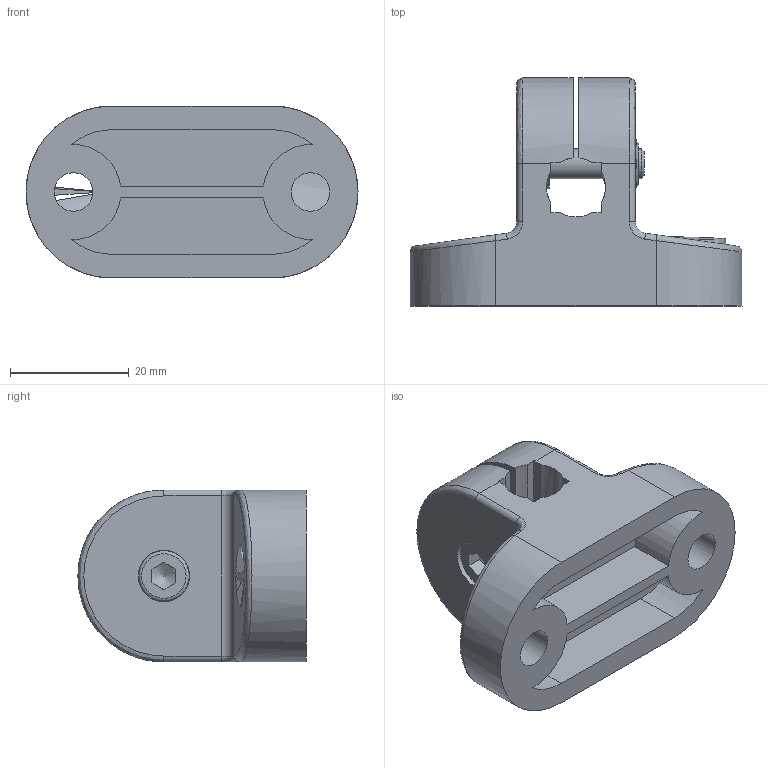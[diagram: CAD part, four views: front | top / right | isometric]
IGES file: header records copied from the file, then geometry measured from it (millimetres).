
Global section: file name: 720011.stp.ipt; native system: Autodesk Inventor 2014; preprocessor: unknown; author: zeman; date: 20151016.102028; units: millimetre
Bounding box: 56 x 38.5 x 29 mm (x, y, z)
Volume: 21811.3 mm3; surface area: 10738.7 mm2
Topology: 3 solids, 3 shells, 109 faces, 287 edges, 184 vertices
Faces by surface type: plane 54, revolution 31, cylinder 18, bspline 3, cone 3
Full cylindrical faces by diameter (mm): 5 x1, 8.5 x1
